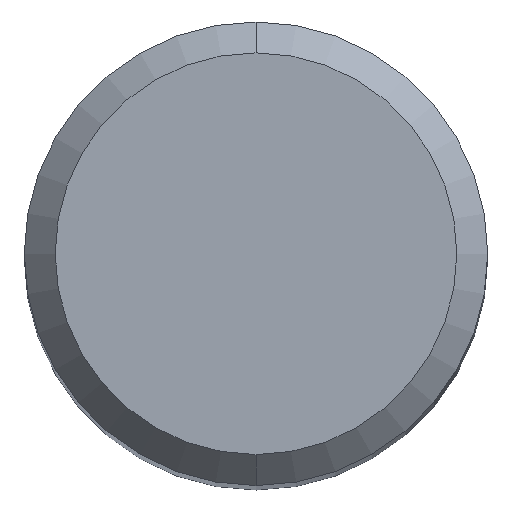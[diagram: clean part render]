
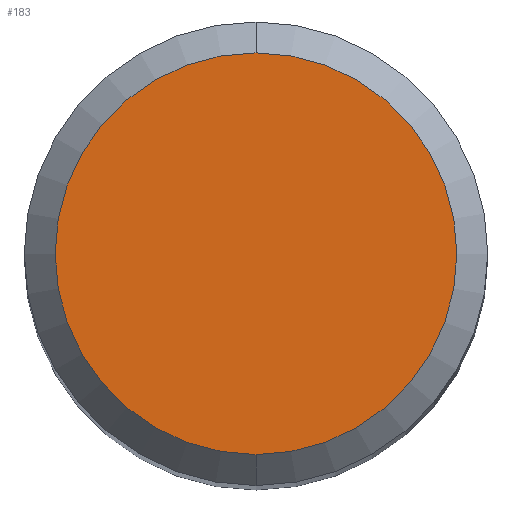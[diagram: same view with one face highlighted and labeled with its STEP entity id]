
A CAD part, top view. The second image highlights one B-rep face of the part: STEP entity #183.
In plain terms, the highlighted planar face has unit normal (0, 0, 1).
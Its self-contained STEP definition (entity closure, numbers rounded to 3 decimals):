
#183=ADVANCED_FACE('',(#490),#491,.T.);
#229=EDGE_CURVE('',#407,#455,#545,.T.);
#401=EDGE_CURVE('',#455,#407,#732,.T.);
#407=VERTEX_POINT('',#738);
#455=VERTEX_POINT('',#792);
#490=FACE_OUTER_BOUND('',#819,.T.);
#491=PLANE('',#820);
#545=CIRCLE('',#923,2.6);
#732=CIRCLE('',#1353,2.6);
#738=CARTESIAN_POINT('',(0.,-2.6,0.0));
#792=CARTESIAN_POINT('',(0.0,2.6,0.0));
#819=EDGE_LOOP('',(#1446,#1447));
#820=AXIS2_PLACEMENT_3D('',#1448,#1449,#1450);
#923=AXIS2_PLACEMENT_3D('',#1527,#1528,#1529);
#1353=AXIS2_PLACEMENT_3D('',#1723,#1724,#1725);
#1446=ORIENTED_EDGE('',*,*,#401,.F.);
#1447=ORIENTED_EDGE('',*,*,#229,.F.);
#1448=CARTESIAN_POINT('',(0.0,1.3,0.0));
#1449=DIRECTION('',(-0.0,0.0,1.0));
#1450=DIRECTION('',(0.0,-1.0,0.0));
#1527=CARTESIAN_POINT('',(0.0,0.0,0.0));
#1528=DIRECTION('',(0.0,0.0,-1.0));
#1529=DIRECTION('',(0.0,1.0,0.0));
#1723=CARTESIAN_POINT('',(0.0,0.0,0.0));
#1724=DIRECTION('',(0.0,0.0,-1.0));
#1725=DIRECTION('',(0.0,1.0,0.0));
